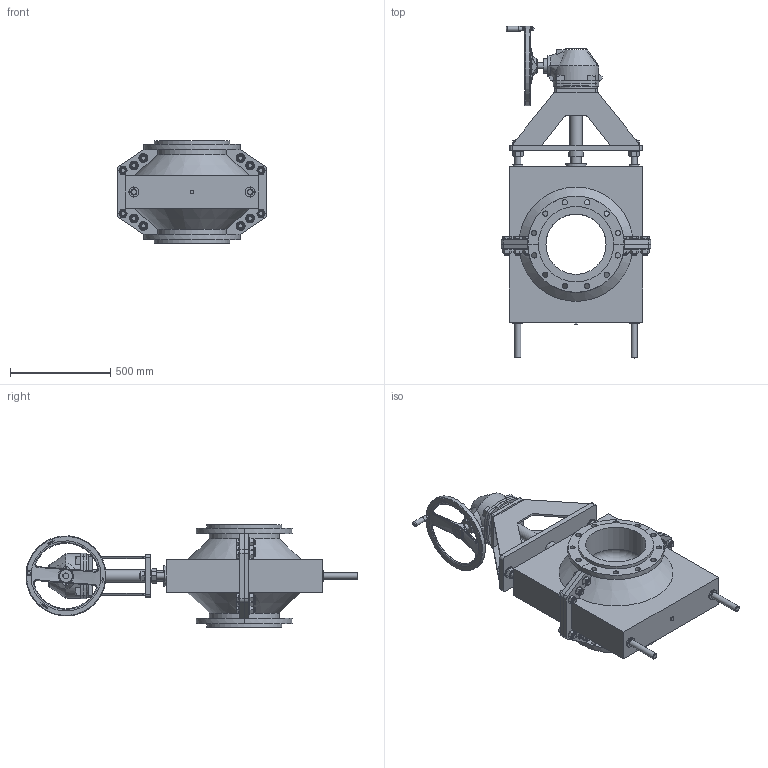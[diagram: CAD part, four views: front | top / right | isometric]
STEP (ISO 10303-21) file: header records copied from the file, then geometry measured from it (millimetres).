
FILE_DESCRIPTION((''),'2;1');
FILE_NAME('BE300MG10-121.stp','2016-11-04T15:01:03',('niko.tikander'),(''),'Autodesk Inventor 2011','Autodesk Inventor 2011','');
FILE_SCHEMA(('CONFIG_CONTROL_DESIGN'));
Length unit declared in the file: inch
Products named in the file (1): BE300MG10-121_Shrinkwrap_1
Bounding box: 744 x 1655.52 x 510 mm (x, y, z)
Surface area: 6636311.4 mm2 (no closed solid volume)
Topology: 0 solids, 140 shells, 534 faces, 1870 edges, 1362 vertices
Faces by surface type: plane 328, cylinder 124, cone 34, bspline 24, torus 22, sphere 2
Full cylindrical faces by diameter (mm): 24 x12, 25 x1, 26 x24, 30 x3, 44 x2, 50 x5, 56 x2, 60 x1, 70 x3, 100 x1, 210 x1, 300 x3, 332 x4, 376 x2, 400 x1
Entity records: 48025 total; most frequent: CARTESIAN_POINT 32203, DIRECTION 2989, ORIENTED_EDGE 2472, EDGE_CURVE 1766, VERTEX_POINT 1354, AXIS2_PLACEMENT_3D 1117, EDGE_LOOP 813, VECTOR 755
